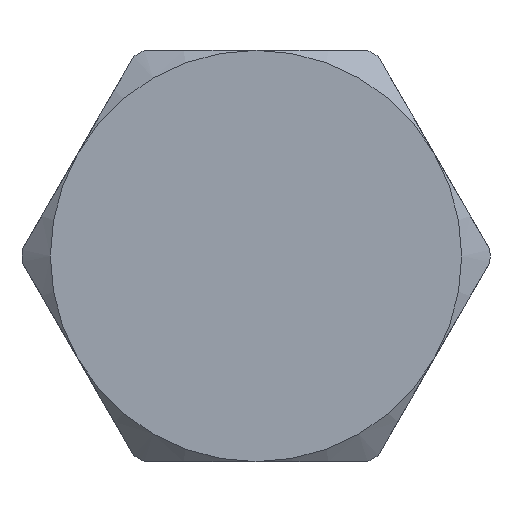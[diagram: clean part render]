
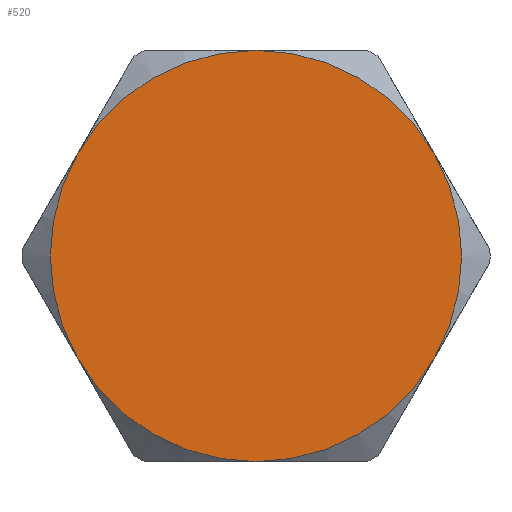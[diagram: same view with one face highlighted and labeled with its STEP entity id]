
A CAD part, left-side view. The second image highlights one B-rep face of the part: STEP entity #520.
In plain terms, the highlighted planar face has unit normal (-1, 0, 0).
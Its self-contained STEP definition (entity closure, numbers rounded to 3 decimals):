
#93=PLANE('',#589);
#138=FACE_OUTER_BOUND('',#178,.T.);
#178=EDGE_LOOP('',(#462,#463,#464,#465,#466,#467));
#195=CIRCLE('',#560,9.5);
#196=CIRCLE('',#562,9.5);
#199=CIRCLE('',#566,9.5);
#200=CIRCLE('',#568,9.5);
#203=CIRCLE('',#572,9.5);
#211=CIRCLE('',#587,9.5);
#229=VERTEX_POINT('',#3821);
#234=VERTEX_POINT('',#3836);
#239=VERTEX_POINT('',#3851);
#244=VERTEX_POINT('',#3866);
#249=VERTEX_POINT('',#3881);
#254=VERTEX_POINT('',#3896);
#314=EDGE_CURVE('',#254,#239,#195,.T.);
#315=EDGE_CURVE('',#239,#244,#196,.T.);
#318=EDGE_CURVE('',#244,#234,#199,.T.);
#319=EDGE_CURVE('',#234,#249,#200,.T.);
#322=EDGE_CURVE('',#249,#229,#203,.T.);
#330=EDGE_CURVE('',#229,#254,#211,.T.);
#462=ORIENTED_EDGE('',*,*,#319,.F.);
#463=ORIENTED_EDGE('',*,*,#318,.F.);
#464=ORIENTED_EDGE('',*,*,#315,.F.);
#465=ORIENTED_EDGE('',*,*,#314,.F.);
#466=ORIENTED_EDGE('',*,*,#330,.F.);
#467=ORIENTED_EDGE('',*,*,#322,.F.);
#520=ADVANCED_FACE('',(#138),#93,.T.);
#560=AXIS2_PLACEMENT_3D('',#3911,#668,#669);
#562=AXIS2_PLACEMENT_3D('',#3913,#672,#673);
#566=AXIS2_PLACEMENT_3D('',#3917,#680,#681);
#568=AXIS2_PLACEMENT_3D('',#3919,#684,#685);
#572=AXIS2_PLACEMENT_3D('',#3923,#692,#693);
#587=AXIS2_PLACEMENT_3D('',#3939,#722,#723);
#589=AXIS2_PLACEMENT_3D('',#3941,#726,#727);
#668=DIRECTION('center_axis',(1.,0.,0.));
#669=DIRECTION('ref_axis',(0.,-1.,0.));
#672=DIRECTION('center_axis',(1.,0.,0.));
#673=DIRECTION('ref_axis',(0.,-1.,0.));
#680=DIRECTION('center_axis',(1.,0.,0.));
#681=DIRECTION('ref_axis',(0.,-1.,0.));
#684=DIRECTION('center_axis',(1.,0.,0.));
#685=DIRECTION('ref_axis',(0.,-1.,0.));
#692=DIRECTION('center_axis',(1.,0.,0.));
#693=DIRECTION('ref_axis',(0.,-1.,0.));
#722=DIRECTION('center_axis',(1.,0.,0.));
#723=DIRECTION('ref_axis',(0.,-1.,0.));
#726=DIRECTION('center_axis',(-1.,0.,0.));
#727=DIRECTION('ref_axis',(0.,0.,1.));
#3821=CARTESIAN_POINT('',(-19.5,0.,9.5));
#3836=CARTESIAN_POINT('',(-19.5,8.227,-4.75));
#3851=CARTESIAN_POINT('',(-19.5,-8.227,-4.75));
#3866=CARTESIAN_POINT('',(-19.5,0.,-9.5));
#3881=CARTESIAN_POINT('',(-19.5,8.227,4.75));
#3896=CARTESIAN_POINT('',(-19.5,-8.227,4.75));
#3911=CARTESIAN_POINT('Origin',(-19.5,0.,0.));
#3913=CARTESIAN_POINT('Origin',(-19.5,0.,0.));
#3917=CARTESIAN_POINT('Origin',(-19.5,0.,0.));
#3919=CARTESIAN_POINT('Origin',(-19.5,0.,0.));
#3923=CARTESIAN_POINT('Origin',(-19.5,0.,0.));
#3939=CARTESIAN_POINT('Origin',(-19.5,0.,0.));
#3941=CARTESIAN_POINT('Origin',(-19.5,10.81,0.));
